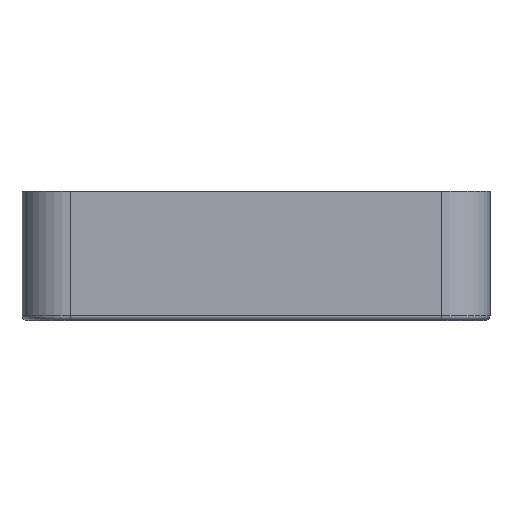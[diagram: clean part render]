
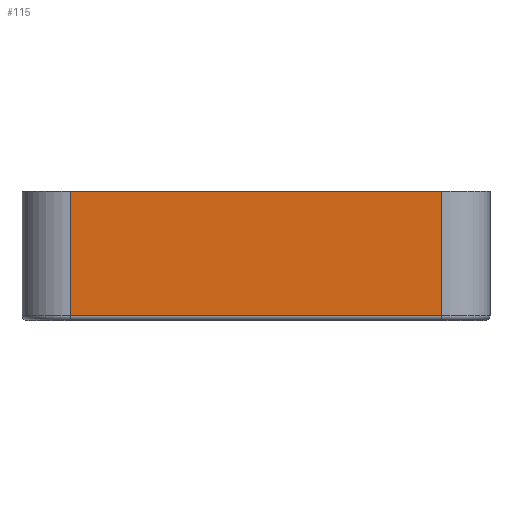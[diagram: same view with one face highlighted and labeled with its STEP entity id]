
A CAD part, left-side view. The second image highlights one B-rep face of the part: STEP entity #115.
In plain terms, the highlighted planar face has unit normal (-1, 0, 0).
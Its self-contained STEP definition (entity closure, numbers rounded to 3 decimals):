
#35 = CARTESIAN_POINT ( 'NONE',  ( -37.5, 26., 8. ) ) ;
#64 = CARTESIAN_POINT ( 'NONE',  ( -37.5, 26., 0.3 ) ) ;
#104 = DIRECTION ( 'NONE',  ( 0., 1., 0. ) ) ;
#115 = ADVANCED_FACE ( 'NONE', ( #4291 ), #923, .F. ) ;
#449 = CARTESIAN_POINT ( 'NONE',  ( -37.5, 26., 8. ) ) ;
#468 = VECTOR ( 'NONE', #962, 1000. ) ;
#744 = ORIENTED_EDGE ( 'NONE', *, *, #4759, .T. ) ;
#923 = PLANE ( 'NONE',  #1173 ) ;
#962 = DIRECTION ( 'NONE',  ( 0., -1., 0. ) ) ;
#1017 = EDGE_CURVE ( 'NONE', #4402, #1155, #3357, .T. ) ;
#1072 = ORIENTED_EDGE ( 'NONE', *, *, #2850, .F. ) ;
#1155 = VERTEX_POINT ( 'NONE', #3601 ) ;
#1173 = AXIS2_PLACEMENT_3D ( 'NONE', #449, #4315, #104 ) ;
#1474 = EDGE_CURVE ( 'NONE', #4402, #1968, #5063, .T. ) ;
#1595 = EDGE_LOOP ( 'NONE', ( #3971, #744, #1072, #3586 ) ) ;
#1725 = CARTESIAN_POINT ( 'NONE',  ( -37.5, 3., 8. ) ) ;
#1949 = VECTOR ( 'NONE', #2163, 1000. ) ;
#1968 = VERTEX_POINT ( 'NONE', #2712 ) ;
#2044 = VECTOR ( 'NONE', #2569, 1000. ) ;
#2163 = DIRECTION ( 'NONE',  ( 0., 0., -1. ) ) ;
#2569 = DIRECTION ( 'NONE',  ( 0., -1., 0. ) ) ;
#2599 = LINE ( 'NONE', #1725, #4268 ) ;
#2712 = CARTESIAN_POINT ( 'NONE',  ( -37.5, 3., 8. ) ) ;
#2850 = EDGE_CURVE ( 'NONE', #1968, #3355, #2599, .T. ) ;
#3186 = LINE ( 'NONE', #64, #2044 ) ;
#3189 = CARTESIAN_POINT ( 'NONE',  ( -37.5, 3., 0.3 ) ) ;
#3355 = VERTEX_POINT ( 'NONE', #3189 ) ;
#3357 = LINE ( 'NONE', #3461, #1949 ) ;
#3461 = CARTESIAN_POINT ( 'NONE',  ( -37.5, 26., 8. ) ) ;
#3586 = ORIENTED_EDGE ( 'NONE', *, *, #1474, .F. ) ;
#3601 = CARTESIAN_POINT ( 'NONE',  ( -37.5, 26., 0.3 ) ) ;
#3971 = ORIENTED_EDGE ( 'NONE', *, *, #1017, .T. ) ;
#4268 = VECTOR ( 'NONE', #5510, 1000. ) ;
#4291 = FACE_OUTER_BOUND ( 'NONE', #1595, .T. ) ;
#4315 = DIRECTION ( 'NONE',  ( 1., 0., 0. ) ) ;
#4402 = VERTEX_POINT ( 'NONE', #35 ) ;
#4759 = EDGE_CURVE ( 'NONE', #1155, #3355, #3186, .T. ) ;
#5063 = LINE ( 'NONE', #5186, #468 ) ;
#5186 = CARTESIAN_POINT ( 'NONE',  ( -37.5, 26., 8. ) ) ;
#5510 = DIRECTION ( 'NONE',  ( 0., 0., -1. ) ) ;
